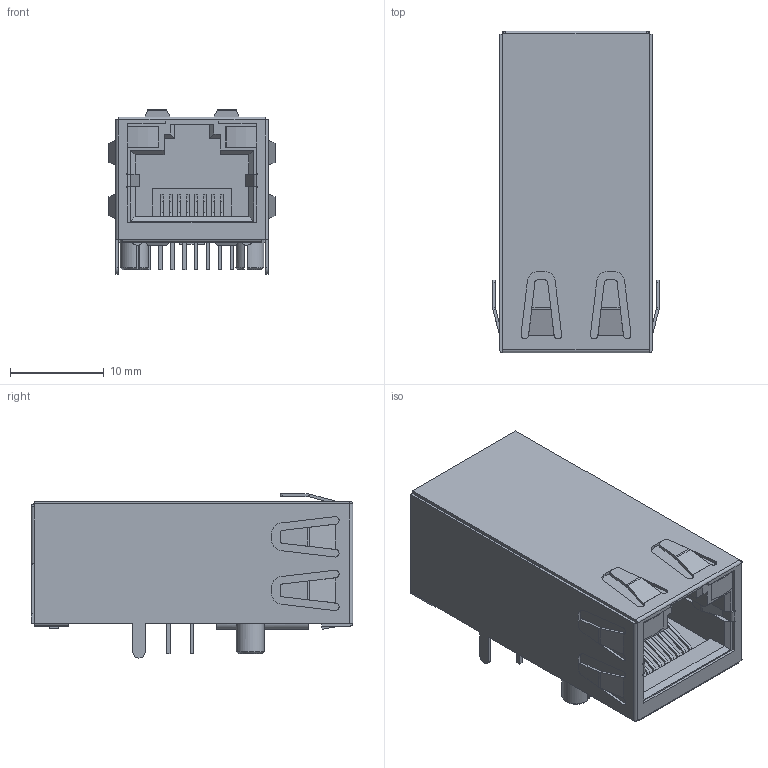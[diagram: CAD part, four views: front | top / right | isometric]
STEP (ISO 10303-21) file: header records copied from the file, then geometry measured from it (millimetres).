
FILE_DESCRIPTION(/* description */ ('Unknown','CAx-IF Rec.Pracs.---Representation and Presentation of Product Manufacturing Information (PMI)---4.0---2014-10-13','CAx-IF Rec.Pracs.---3D Tessellated Geometry---0.4---2014-09-14','2;1'),/* implementation_level */ '2;1');
FILE_NAME(/* name */ 'XPort assembly',/* time_stamp */ '2019-06-21T12:00:41+03:00',/* author */ ('Unknown'),/* organization */ ('Unknown'),/* preprocessor_version */ 'ST-DEVELOPER v16.7',/* originating_system */ 'DEX',/* authorisation */ $);
FILE_SCHEMA (('AP242_MANAGED_MODEL_BASED_3D_ENGINEERING_MIM_LF { 1 0 10303 442 1 1 4 }'));
Length unit declared in the file: millimetre
Products named in the file (9): XPort assembly; XPort Part1; XPort Part2; XPort Part6; XPort Part5; XPort part4; XPort Part3; XPort Part8; XPort Part7
Assembly tree (23 placements, depth 2):
  XPort assembly
    XPort Part1
    XPort Part2  x8
    XPort Part6  x9
    XPort Part5
    XPort part4
    XPort Part3
    XPort Part8
    XPort Part7
Bounding box: 17.74 x 34.2 x 17.46 mm (x, y, z)
Volume: 6189.2 mm3; surface area: 7307.2 mm2
Topology: 23 solids, 23 shells, 719 faces, 1838 edges, 1166 vertices
Faces by surface type: plane 537, cylinder 163, cone 17, bspline 2
Entity records: 18551 total; most frequent: CARTESIAN_POINT 3539, ORIENTED_EDGE 3142, DIRECTION 2925, EDGE_CURVE 1571, LINE 1237, VECTOR 1237, VERTEX_POINT 990, AXIS2_PLACEMENT_3D 844
